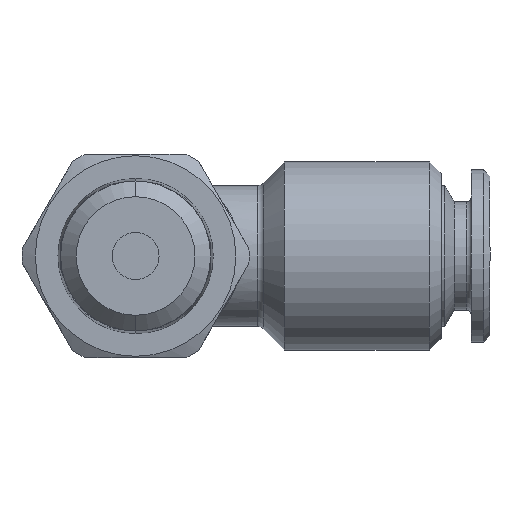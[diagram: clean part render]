
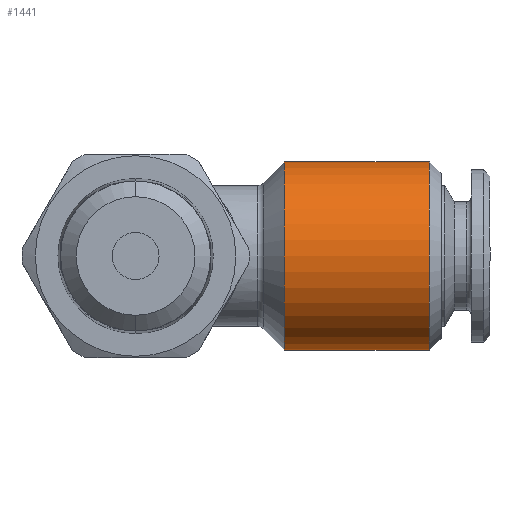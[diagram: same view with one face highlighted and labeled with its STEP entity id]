
A CAD part, front view. The second image highlights one B-rep face of the part: STEP entity #1441.
In plain terms, the highlighted cylindrical face has radius 6 mm (diameter 12 mm), a partial arc.
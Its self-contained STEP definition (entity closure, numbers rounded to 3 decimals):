
#198 = EDGE_CURVE ( 'NONE', #266, #248, #1870, .T. ) ;
#206 = EDGE_CURVE ( 'NONE', #218, #271, #1863, .T. ) ;
#218 = VERTEX_POINT ( 'NONE', #1901 ) ;
#248 = VERTEX_POINT ( 'NONE', #1965 ) ;
#266 = VERTEX_POINT ( 'NONE', #2349 ) ;
#271 = VERTEX_POINT ( 'NONE', #2361 ) ;
#628 = DIRECTION ( 'NONE',  ( 1., 0., 0. ) ) ;
#629 = DIRECTION ( 'NONE',  ( 0., 0., -1. ) ) ;
#898 = CYLINDRICAL_SURFACE ( 'NONE', #908, 6. ) ;
#899 = FACE_OUTER_BOUND ( 'NONE', #1434, .T. ) ;
#907 = CARTESIAN_POINT ( 'NONE',  ( -6.474, 0., 0. ) ) ;
#908 = AXIS2_PLACEMENT_3D ( 'NONE', #907, #915, #914 ) ;
#914 = DIRECTION ( 'NONE',  ( 0., 0., 1. ) ) ;
#915 = DIRECTION ( 'NONE',  ( -1., 0., 0. ) ) ;
#959 = CARTESIAN_POINT ( 'NONE',  ( 9.5, 0., 0. ) ) ;
#960 = AXIS2_PLACEMENT_3D ( 'NONE', #959, #628, #629 ) ;
#961 = CIRCLE ( 'NONE', #960, 6. ) ;
#1042 = DIRECTION ( 'NONE',  ( 0., 0., 1. ) ) ;
#1043 = DIRECTION ( 'NONE',  ( -1., 0., 0. ) ) ;
#1044 = CARTESIAN_POINT ( 'NONE',  ( 18.75, 0., 0. ) ) ;
#1045 = AXIS2_PLACEMENT_3D ( 'NONE', #1044, #1043, #1042 ) ;
#1049 = CIRCLE ( 'NONE', #1045, 6. ) ;
#1434 = EDGE_LOOP ( 'NONE', ( #1449, #1478, #1492, #1440 ) ) ;
#1440 = ORIENTED_EDGE ( 'NONE', *, *, #1636, .T. ) ;
#1441 = ADVANCED_FACE ( 'NONE', ( #899 ), #898, .T. ) ;
#1449 = ORIENTED_EDGE ( 'NONE', *, *, #198, .F. ) ;
#1478 = ORIENTED_EDGE ( 'NONE', *, *, #1493, .T. ) ;
#1492 = ORIENTED_EDGE ( 'NONE', *, *, #206, .T. ) ;
#1493 = EDGE_CURVE ( 'NONE', #266, #218, #1049, .T. ) ;
#1636 = EDGE_CURVE ( 'NONE', #271, #248, #961, .T. ) ;
#1851 = VECTOR ( 'NONE', #1857, 1000. ) ;
#1852 = CARTESIAN_POINT ( 'NONE',  ( -6.474, 0., 6. ) ) ;
#1853 = VECTOR ( 'NONE', #1876, 1000. ) ;
#1857 = DIRECTION ( 'NONE',  ( -1., 0., 0. ) ) ;
#1863 = LINE ( 'NONE', #1852, #1851 ) ;
#1865 = CARTESIAN_POINT ( 'NONE',  ( -6.474, 0., -6. ) ) ;
#1870 = LINE ( 'NONE', #1865, #1853 ) ;
#1876 = DIRECTION ( 'NONE',  ( -1., 0., 0. ) ) ;
#1901 = CARTESIAN_POINT ( 'NONE',  ( 18.75, 0., 6. ) ) ;
#1965 = CARTESIAN_POINT ( 'NONE',  ( 9.5, 0., -6. ) ) ;
#2349 = CARTESIAN_POINT ( 'NONE',  ( 18.75, 0., -6. ) ) ;
#2361 = CARTESIAN_POINT ( 'NONE',  ( 9.5, 0., 6. ) ) ;
